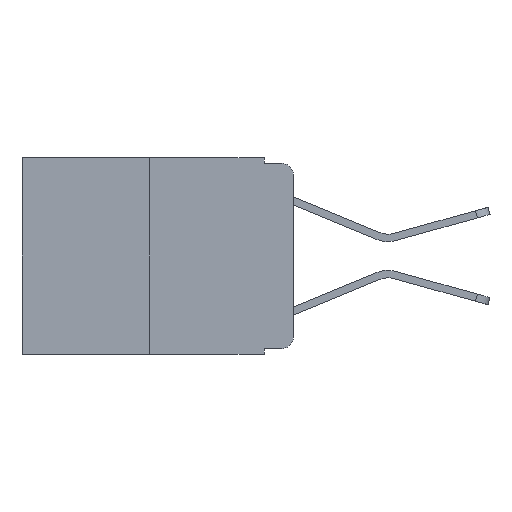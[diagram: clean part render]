
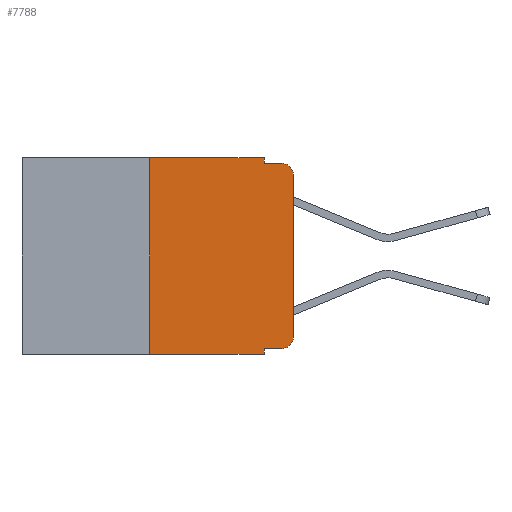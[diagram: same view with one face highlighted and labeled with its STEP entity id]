
A CAD part, left-side view. The second image highlights one B-rep face of the part: STEP entity #7788.
In plain terms, the highlighted planar face has unit normal (-1, 0, 0).
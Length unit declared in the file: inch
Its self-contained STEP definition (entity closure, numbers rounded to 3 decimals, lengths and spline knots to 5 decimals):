
#163 = CARTESIAN_POINT ( 'NONE',  ( 0., 0.051, -0.01 ) ) ;
#426 = LINE ( 'NONE', #14522, #20970 ) ;
#582 = CARTESIAN_POINT ( 'NONE',  ( 0., 0.051, -0.343 ) ) ;
#1222 = EDGE_LOOP ( 'NONE', ( #11461, #3353, #8197, #4625, #8619, #4092, #6831, #2753, #16181, #19435 ) ) ;
#2015 = CIRCLE ( 'NONE', #13476, 0.02 ) ;
#2753 = ORIENTED_EDGE ( 'NONE', *, *, #5850, .F. ) ;
#2775 = EDGE_CURVE ( 'NONE', #10041, #15444, #2015, .T. ) ;
#2806 = CARTESIAN_POINT ( 'NONE',  ( 0., 0.051, -0.01 ) ) ;
#3137 = VERTEX_POINT ( 'NONE', #582 ) ;
#3353 = ORIENTED_EDGE ( 'NONE', *, *, #2775, .T. ) ;
#3687 = CARTESIAN_POINT ( 'NONE',  ( 0., 0.051, 0. ) ) ;
#4092 = ORIENTED_EDGE ( 'NONE', *, *, #14200, .F. ) ;
#4313 = CARTESIAN_POINT ( 'NONE',  ( 0., 0.473, -0.343 ) ) ;
#4625 = ORIENTED_EDGE ( 'NONE', *, *, #15180, .F. ) ;
#4764 = CARTESIAN_POINT ( 'NONE',  ( 0., 0.02, -0.03 ) ) ;
#5106 = DIRECTION ( 'NONE',  ( 0., 0., -1. ) ) ;
#5507 = VECTOR ( 'NONE', #6298, 39.37008 ) ;
#5549 = AXIS2_PLACEMENT_3D ( 'NONE', #15849, #22728, #13880 ) ;
#5603 = LINE ( 'NONE', #14496, #7281 ) ;
#5619 = VERTEX_POINT ( 'NONE', #2806 ) ;
#5850 = EDGE_CURVE ( 'NONE', #13670, #3137, #6535, .T. ) ;
#6298 = DIRECTION ( 'NONE',  ( 0., -1., 0. ) ) ;
#6442 = CARTESIAN_POINT ( 'NONE',  ( 0., 0., -0.03 ) ) ;
#6535 = LINE ( 'NONE', #18598, #11163 ) ;
#6831 = ORIENTED_EDGE ( 'NONE', *, *, #15329, .T. ) ;
#7193 = PLANE ( 'NONE',  #9391 ) ;
#7281 = VECTOR ( 'NONE', #14731, 39.37008 ) ;
#7381 = DIRECTION ( 'NONE',  ( 0., -1., 0. ) ) ;
#7578 = EDGE_CURVE ( 'NONE', #21975, #21949, #9161, .T. ) ;
#7788 = ADVANCED_FACE ( 'NONE', ( #21120 ), #7193, .F. ) ;
#8157 = CIRCLE ( 'NONE', #5549, 0.02 ) ;
#8197 = ORIENTED_EDGE ( 'NONE', *, *, #19795, .F. ) ;
#8201 = VERTEX_POINT ( 'NONE', #8226 ) ;
#8226 = CARTESIAN_POINT ( 'NONE',  ( 0., 0.02, -0.333 ) ) ;
#8274 = DIRECTION ( 'NONE',  ( 0., 0., -1. ) ) ;
#8619 = ORIENTED_EDGE ( 'NONE', *, *, #7578, .F. ) ;
#8796 = VECTOR ( 'NONE', #7381, 39.37008 ) ;
#8916 = DIRECTION ( 'NONE',  ( 1., 0., 0. ) ) ;
#8952 = LINE ( 'NONE', #163, #5507 ) ;
#8996 = CARTESIAN_POINT ( 'NONE',  ( 0., 0.051, -0.333 ) ) ;
#9161 = LINE ( 'NONE', #19959, #18927 ) ;
#9391 = AXIS2_PLACEMENT_3D ( 'NONE', #15626, #8916, #5106 ) ;
#9970 = CARTESIAN_POINT ( 'NONE',  ( 0., 0., 0. ) ) ;
#10041 = VERTEX_POINT ( 'NONE', #6442 ) ;
#10090 = DIRECTION ( 'NONE',  ( -1., 0., 0. ) ) ;
#10737 = LINE ( 'NONE', #8996, #8796 ) ;
#11163 = VECTOR ( 'NONE', #8274, 39.37008 ) ;
#11273 = DIRECTION ( 'NONE',  ( 0., 0., 1. ) ) ;
#11409 = CARTESIAN_POINT ( 'NONE',  ( 0., 0.25, 0. ) ) ;
#11461 = ORIENTED_EDGE ( 'NONE', *, *, #13632, .T. ) ;
#11594 = DIRECTION ( 'NONE',  ( 0., -1., 0. ) ) ;
#13091 = DIRECTION ( 'NONE',  ( 0., 0., -1. ) ) ;
#13476 = AXIS2_PLACEMENT_3D ( 'NONE', #4764, #10090, #13091 ) ;
#13632 = EDGE_CURVE ( 'NONE', #20053, #10041, #20663, .T. ) ;
#13670 = VERTEX_POINT ( 'NONE', #22737 ) ;
#13880 = DIRECTION ( 'NONE',  ( 0., 0., -1. ) ) ;
#14200 = EDGE_CURVE ( 'NONE', #18962, #21975, #426, .T. ) ;
#14496 = CARTESIAN_POINT ( 'NONE',  ( 0., 0.051, 0. ) ) ;
#14522 = CARTESIAN_POINT ( 'NONE',  ( 0., 0.25, 0. ) ) ;
#14731 = DIRECTION ( 'NONE',  ( 0., 0., -1. ) ) ;
#15180 = EDGE_CURVE ( 'NONE', #21949, #5619, #5603, .T. ) ;
#15201 = LINE ( 'NONE', #4313, #21019 ) ;
#15329 = EDGE_CURVE ( 'NONE', #18962, #3137, #15201, .T. ) ;
#15444 = VERTEX_POINT ( 'NONE', #19401 ) ;
#15626 = CARTESIAN_POINT ( 'NONE',  ( 0., 0.473, 0. ) ) ;
#15849 = CARTESIAN_POINT ( 'NONE',  ( 0., 0.02, -0.313 ) ) ;
#16181 = ORIENTED_EDGE ( 'NONE', *, *, #17810, .T. ) ;
#17047 = DIRECTION ( 'NONE',  ( 0., 0., 1. ) ) ;
#17810 = EDGE_CURVE ( 'NONE', #13670, #8201, #10737, .T. ) ;
#18521 = CARTESIAN_POINT ( 'NONE',  ( 0., 0.25, -0.343 ) ) ;
#18598 = CARTESIAN_POINT ( 'NONE',  ( 0., 0.051, 0. ) ) ;
#18927 = VECTOR ( 'NONE', #19850, 39.37008 ) ;
#18962 = VERTEX_POINT ( 'NONE', #18521 ) ;
#19401 = CARTESIAN_POINT ( 'NONE',  ( 0., 0.02, -0.01 ) ) ;
#19435 = ORIENTED_EDGE ( 'NONE', *, *, #22545, .T. ) ;
#19795 = EDGE_CURVE ( 'NONE', #5619, #15444, #8952, .T. ) ;
#19850 = DIRECTION ( 'NONE',  ( 0., -1., 0. ) ) ;
#19959 = CARTESIAN_POINT ( 'NONE',  ( 0., 0.473, 0. ) ) ;
#20053 = VERTEX_POINT ( 'NONE', #20794 ) ;
#20663 = LINE ( 'NONE', #9970, #21675 ) ;
#20794 = CARTESIAN_POINT ( 'NONE',  ( 0., 0., -0.313 ) ) ;
#20970 = VECTOR ( 'NONE', #11273, 39.37008 ) ;
#21019 = VECTOR ( 'NONE', #11594, 39.37008 ) ;
#21120 = FACE_OUTER_BOUND ( 'NONE', #1222, .T. ) ;
#21675 = VECTOR ( 'NONE', #17047, 39.37008 ) ;
#21949 = VERTEX_POINT ( 'NONE', #3687 ) ;
#21975 = VERTEX_POINT ( 'NONE', #11409 ) ;
#22545 = EDGE_CURVE ( 'NONE', #8201, #20053, #8157, .T. ) ;
#22728 = DIRECTION ( 'NONE',  ( -1., 0., 0. ) ) ;
#22737 = CARTESIAN_POINT ( 'NONE',  ( 0., 0.051, -0.333 ) ) ;
